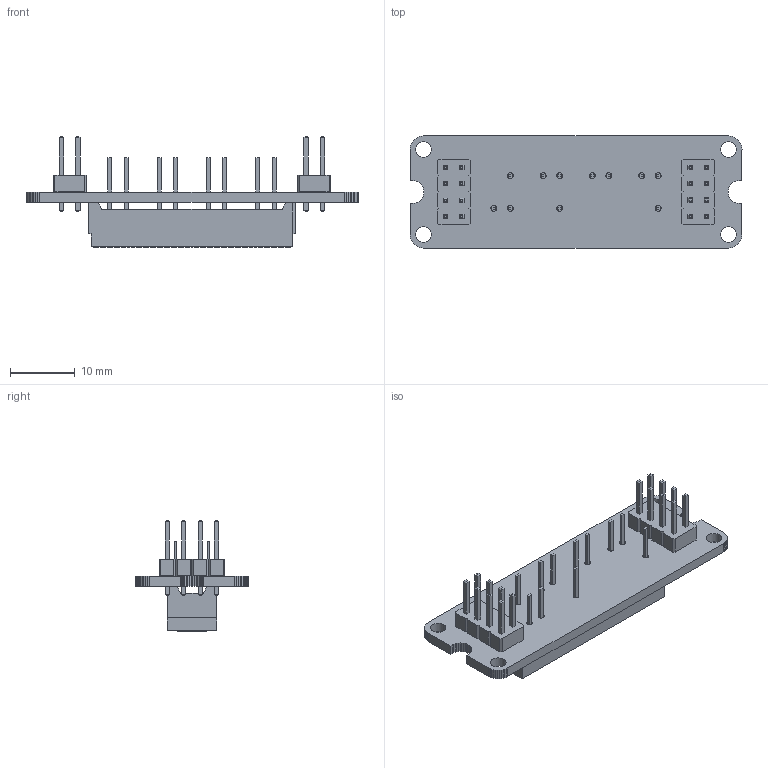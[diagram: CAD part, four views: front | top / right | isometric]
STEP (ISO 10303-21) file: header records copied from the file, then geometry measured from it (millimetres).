
FILE_DESCRIPTION(('KiCad electronic assembly'),'2;1');
FILE_NAME('SBK BarMeter SA28 V1.step','2025-06-20T15:24:57',('Pcbnew'),( 'Kicad'),'Open CASCADE STEP processor 7.7','KiCad to STEP converter' ,'Unknown');
FILE_SCHEMA(('AUTOMOTIVE_DESIGN { 1 0 10303 214 1 1 1 1 }'));
Length unit declared in the file: millimetre
Products named in the file (6): SBK BarMeter SA28 V1 1; PinHeader_2x04_P2.54mm_Vertical; SOLID; BL28Z-3005SK04Y; COMPOUND; _autosave-SBK BarMeter SA28 V1 PCB
Assembly tree (6 placements, depth 3):
  SBK BarMeter SA28 V1 1
    PinHeader_2x04_P2.54mm_Vertical  x2
      SOLID
    BL28Z-3005SK04Y
      COMPOUND
    _autosave-SBK BarMeter SA28 V1 PCB
Bounding box: 51.34 x 17.35 x 17.14 mm (x, y, z)
Volume: 3096.8 mm3; surface area: 4170.9 mm2
Topology: 43 solids, 43 shells, 730 faces, 1708 edges, 1096 vertices
Faces by surface type: plane 699, cylinder 31
Full cylindrical faces by diameter (mm): 0.914 x11, 1 x16, 2.4 x4
Entity records: 34490 total; most frequent: CARTESIAN_POINT 5719, DIRECTION 5060, LINE 3806, VECTOR 3806, ORIENTED_EDGE 2620, PCURVE 2620, DEFINITIONAL_REPRESENTATION 2620, EDGE_CURVE 1310
